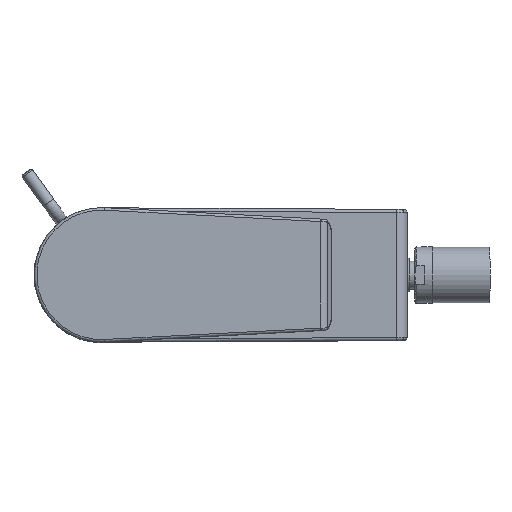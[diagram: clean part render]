
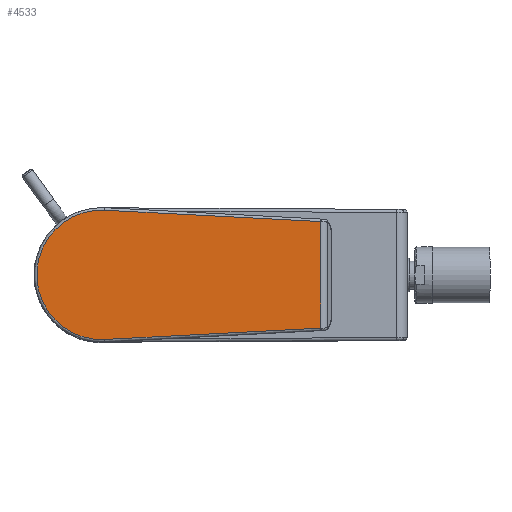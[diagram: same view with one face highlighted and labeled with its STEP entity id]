
A CAD part, top view. The second image highlights one B-rep face of the part: STEP entity #4533.
In plain terms, the highlighted face is planar.
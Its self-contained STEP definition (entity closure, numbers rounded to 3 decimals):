
#399=LINE('',#7453,#595);
#400=LINE('',#7465,#596);
#403=LINE('',#8120,#599);
#595=VECTOR('',#5629,69.087);
#596=VECTOR('',#5644,69.087);
#599=VECTOR('',#5661,17.056);
#921=FACE_OUTER_BOUND('',#1233,.T.);
#1233=EDGE_LOOP('',(#3171,#3172,#3173,#3174));
#1557=CIRCLE('',#4959,20.7);
#1920=VERTEX_POINT('',#7450);
#1921=VERTEX_POINT('',#7452);
#1923=VERTEX_POINT('',#7457);
#1924=VERTEX_POINT('',#7462);
#2371=EDGE_CURVE('',#1921,#1920,#399,.T.);
#2374=EDGE_CURVE('',#1920,#1923,#1557,.T.);
#2377=EDGE_CURVE('',#1923,#1924,#400,.T.);
#2394=EDGE_CURVE('',#1921,#1924,#403,.T.);
#3171=ORIENTED_EDGE('',*,*,#2374,.T.);
#3172=ORIENTED_EDGE('',*,*,#2377,.T.);
#3173=ORIENTED_EDGE('',*,*,#2394,.F.);
#3174=ORIENTED_EDGE('',*,*,#2371,.T.);
#4414=PLANE('',#4970);
#4533=ADVANCED_FACE('',(#921),#4414,.T.);
#4959=AXIS2_PLACEMENT_3D('',#7459,#5636,#5637);
#4970=AXIS2_PLACEMENT_3D('',#8121,#5662,#5663);
#5629=DIRECTION('',(0.052,0.,-0.999));
#5636=DIRECTION('center_axis',(0.,1.,0.));
#5637=DIRECTION('ref_axis',(0.,0.,-1.));
#5644=DIRECTION('',(0.052,0.,0.999));
#5661=DIRECTION('',(-1.,0.,0.));
#5662=DIRECTION('center_axis',(0.,1.,0.));
#5663=DIRECTION('ref_axis',(0.,0.,1.));
#7450=CARTESIAN_POINT('',(20.672,28.,1.083));
#7452=CARTESIAN_POINT('',(17.056,28.,70.076));
#7453=CARTESIAN_POINT('',(17.056,28.,70.076));
#7457=CARTESIAN_POINT('',(-20.672,28.,1.083));
#7459=CARTESIAN_POINT('Origin',(0.,28.,0.));
#7462=CARTESIAN_POINT('',(-17.056,28.,70.076));
#7465=CARTESIAN_POINT('',(-20.672,28.,1.083));
#8120=CARTESIAN_POINT('',(0.,28.,70.076));
#8121=CARTESIAN_POINT('Origin',(168.1,28.,75.));
